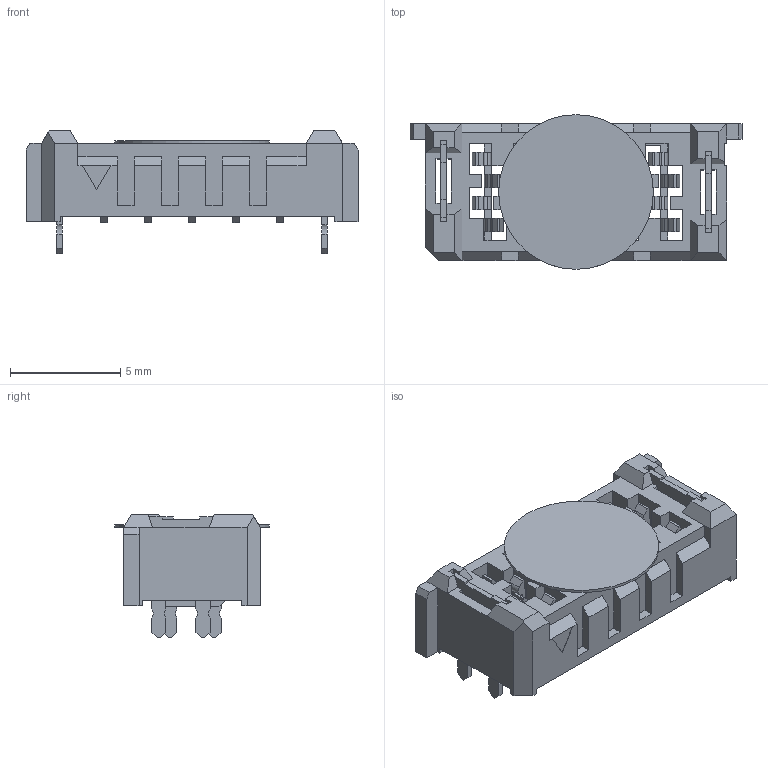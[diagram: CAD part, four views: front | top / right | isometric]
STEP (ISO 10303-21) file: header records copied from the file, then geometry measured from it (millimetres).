
FILE_DESCRIPTION(/* description */ (''),/* implementation_level */ '2;1');
FILE_NAME(/* name */ 'UMPS-05-03.5-G-VT-SM-WT-K.stp',/* time_stamp */ '2021-04-27T13:46:18-07:00',/* author */ (''),/* organization */ (''),/* preprocessor_version */ 'ST-DEVELOPER v15.2',/* originating_system */ 'Autodesk Translator Framework v2.0.0.5431',/* authorisation */ '');
FILE_SCHEMA (('AUTOMOTIVE_DESIGN { 1 0 10303 214 3 1 1 }'));
Length unit declared in the file: centimetre
Products named in the file (1): UMPS 5 pin model
Bounding box: 15.05 x 7.01 x 5.6 mm (x, y, z)
Volume: 198 mm3; surface area: 868.9 mm2
Topology: 4 solids, 4 shells, 616 faces, 1814 edges, 1203 vertices
Faces by surface type: plane 507, cylinder 109
Full cylindrical faces by diameter (mm): 7.01 x1
Entity records: 20311 total; most frequent: CARTESIAN_POINT 3633, ORIENTED_EDGE 3626, DIRECTION 3265, EDGE_CURVE 1813, LINE 1595, VECTOR 1595, VERTEX_POINT 1203, AXIS2_PLACEMENT_3D 835
